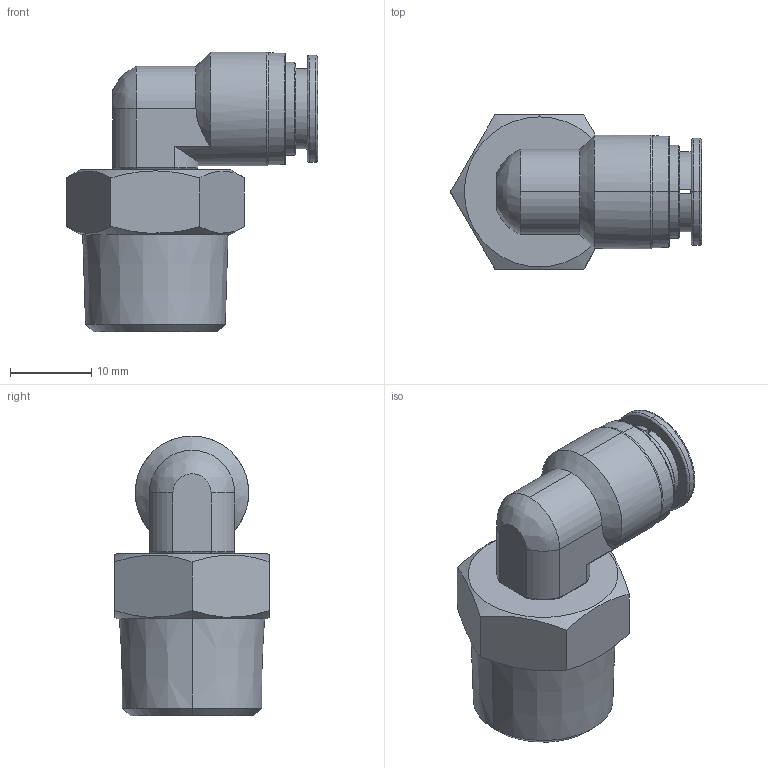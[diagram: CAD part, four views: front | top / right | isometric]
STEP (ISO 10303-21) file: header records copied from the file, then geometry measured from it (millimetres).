
FILE_DESCRIPTION (( 'STEP AP214' ), '1' );
FILE_NAME ('ME8M-38R-SS.step', '2018-03-13T19:22:29', ( '' ), ( '' ), 'SwSTEP 2.0', 'SolidWorks 2017', '' );
FILE_SCHEMA (( 'AUTOMOTIVE_DESIGN' ));
Length unit declared in the file: inch
Products named in the file (1): ME8M-38R-SS
Bounding box: 30.97 x 19 x 34.5 mm (x, y, z)
Volume: 7086.2 mm3; surface area: 4261.9 mm2
Topology: 2 solids, 2 shells, 118 faces, 280 edges, 173 vertices
Faces by surface type: cylinder 34, plane 31, bspline 30, cone 23
Entity records: 4171 total; most frequent: CARTESIAN_POINT 1590, ORIENTED_EDGE 556, DIRECTION 477, EDGE_CURVE 278, AXIS2_PLACEMENT_3D 193, VERTEX_POINT 173, EDGE_LOOP 135, ADVANCED_FACE 118
